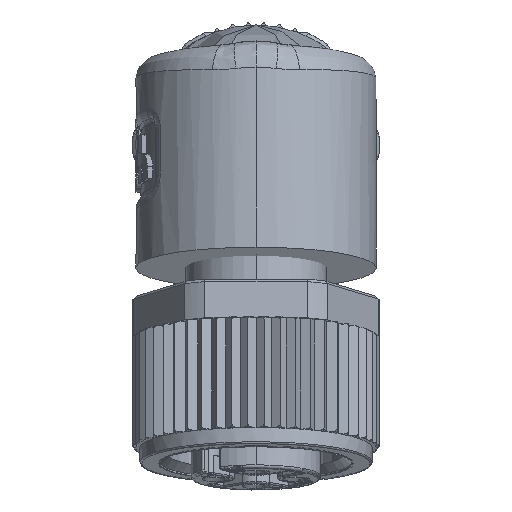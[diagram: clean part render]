
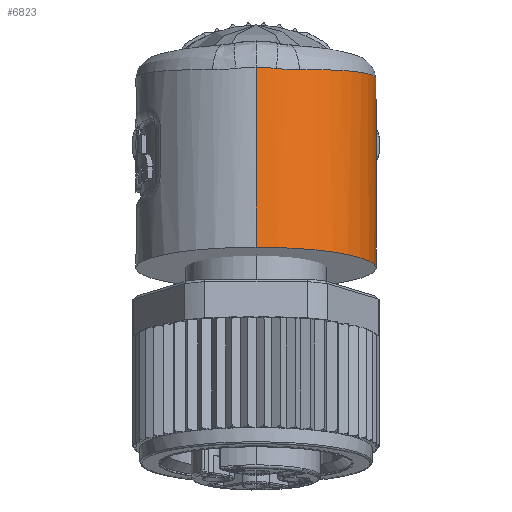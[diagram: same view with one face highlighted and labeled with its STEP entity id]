
A CAD part, front view. The second image highlights one B-rep face of the part: STEP entity #6823.
In plain terms, the highlighted cylindrical face has radius 7.5 mm (diameter 15 mm), a partial arc.
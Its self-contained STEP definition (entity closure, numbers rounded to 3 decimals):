
#6823=ADVANCED_FACE('',(#13688),#13689,.T.);
#13688=FACE_OUTER_BOUND('',#41805,.T.);
#13689=CYLINDRICAL_SURFACE('',#41806,7.5);
#41805=EDGE_LOOP('',(#63107,#63108,#63109,#63110,#63111,#63112,#63113,#63114,#63115,#63116,#63117));
#41806=AXIS2_PLACEMENT_3D('',#63118,#63119,#63120);
#63107=ORIENTED_EDGE('',*,*,#71283,.F.);
#63108=ORIENTED_EDGE('',*,*,#71287,.F.);
#63109=ORIENTED_EDGE('',*,*,#71424,.F.);
#63110=ORIENTED_EDGE('',*,*,#71425,.F.);
#63111=ORIENTED_EDGE('',*,*,#71426,.F.);
#63112=ORIENTED_EDGE('',*,*,#71289,.F.);
#63113=ORIENTED_EDGE('',*,*,#71279,.F.);
#63114=ORIENTED_EDGE('',*,*,#71427,.F.);
#63115=ORIENTED_EDGE('',*,*,#71334,.T.);
#63116=ORIENTED_EDGE('',*,*,#71428,.T.);
#63117=ORIENTED_EDGE('',*,*,#71276,.F.);
#63118=CARTESIAN_POINT('',(0.0,6.646,-7.682));
#63119=DIRECTION('',(0.0,-0.174,-0.985));
#63120=DIRECTION('',(0.0,-0.985,0.174));
#71276=EDGE_CURVE('',#82817,#82813,#82819,.T.);
#71279=EDGE_CURVE('',#82821,#82823,#82824,.T.);
#71283=EDGE_CURVE('',#82827,#82817,#82829,.T.);
#71287=EDGE_CURVE('',#82833,#82827,#82835,.T.);
#71289=EDGE_CURVE('',#82823,#82837,#82838,.T.);
#71334=EDGE_CURVE('',#82898,#82897,#82900,.T.);
#71424=EDGE_CURVE('',#83026,#82833,#83027,.T.);
#71425=EDGE_CURVE('',#83028,#83026,#83029,.T.);
#71426=EDGE_CURVE('',#82837,#83028,#83030,.T.);
#71427=EDGE_CURVE('',#82898,#82821,#83031,.T.);
#71428=EDGE_CURVE('',#82897,#82813,#83032,.T.);
#82813=VERTEX_POINT('',#108415);
#82817=VERTEX_POINT('',#108443);
#82819=B_SPLINE_CURVE_WITH_KNOTS('',3,(#108449,#108450,#108451,#108452,#108453,#108454,#108455,#108456,#108457,#108458,#108459,#108460,#108461,#108462,#108463,#108464,#108465,#108466,#108467,#108468,#108469,#108470),.UNSPECIFIED.,.F.,.F.,(4,1,1,1,1,1,1,1,1,1,1,1,1,1,1,1,1,1,1,4),(0.0,0.053,0.105,0.158,0.211,0.263,0.316,0.368,0.421,0.474,0.526,0.579,0.632,0.684,0.737,0.789,0.842,0.895,0.947,1.0),.UNSPECIFIED.);
#82821=VERTEX_POINT('',#108472);
#82823=VERTEX_POINT('',#108480);
#82824=B_SPLINE_CURVE_WITH_KNOTS('',3,(#108481,#108482,#108483,#108484,#108485,#108486,#108487,#108488),.UNSPECIFIED.,.F.,.F.,(4,1,1,1,1,4),(0.0,0.203,0.406,0.606,0.804,1.0),.UNSPECIFIED.);
#82827=VERTEX_POINT('',#108497);
#82829=B_SPLINE_CURVE_WITH_KNOTS('',3,(#108502,#108503,#108504,#108505,#108506,#108507),.UNSPECIFIED.,.F.,.F.,(4,1,1,4),(0.0,0.333,0.667,1.0),.UNSPECIFIED.);
#82833=VERTEX_POINT('',#108516);
#82835=B_SPLINE_CURVE_WITH_KNOTS('',3,(#108521,#108522,#108523,#108524,#108525,#108526),.UNSPECIFIED.,.F.,.F.,(4,1,1,4),(0.0,0.333,0.667,1.0),.UNSPECIFIED.);
#82837=VERTEX_POINT('',#108528);
#82838=B_SPLINE_CURVE_WITH_KNOTS('',3,(#108529,#108530,#108531,#108532,#108533,#108534),.UNSPECIFIED.,.F.,.F.,(4,1,1,4),(0.0,0.333,0.667,1.0),.UNSPECIFIED.);
#82897=VERTEX_POINT('',#108723);
#82898=VERTEX_POINT('',#108724);
#82900=CIRCLE('',#108726,7.5);
#83026=VERTEX_POINT('',#109437);
#83027=B_SPLINE_CURVE_WITH_KNOTS('',3,(#109438,#109439,#109440,#109441,#109442,#109443),.UNSPECIFIED.,.F.,.F.,(4,1,1,4),(0.0,0.333,0.667,1.0),.UNSPECIFIED.);
#83028=VERTEX_POINT('',#109444);
#83029=B_SPLINE_CURVE_WITH_KNOTS('',3,(#109445,#109446,#109447,#109448,#109449,#109450),.UNSPECIFIED.,.F.,.F.,(4,1,1,4),(0.0,0.333,0.667,1.0),.UNSPECIFIED.);
#83030=B_SPLINE_CURVE_WITH_KNOTS('',3,(#109451,#109452,#109453,#109454,#109455,#109456,#109457,#109458,#109459,#109460,#109461,#109462,#109463,#109464,#109465),.UNSPECIFIED.,.F.,.F.,(4,1,1,1,1,1,1,1,1,1,1,1,4),(0.0,0.083,0.167,0.25,0.333,0.417,0.5,0.583,0.667,0.75,0.833,0.917,1.0),.UNSPECIFIED.);
#83031=LINE('',#109466,#109467);
#83032=LINE('',#109468,#109469);
#108415=CARTESIAN_POINT('',(0.,14.348,-7.187));
#108443=CARTESIAN_POINT('',(6.536,11.568,-0.949));
#108449=CARTESIAN_POINT('',(6.536,11.568,-0.949));
#108450=CARTESIAN_POINT('',(6.52,11.574,-1.077));
#108451=CARTESIAN_POINT('',(6.481,11.598,-1.342));
#108452=CARTESIAN_POINT('',(6.394,11.67,-1.769));
#108453=CARTESIAN_POINT('',(6.273,11.784,-2.227));
#108454=CARTESIAN_POINT('',(6.109,11.942,-2.719));
#108455=CARTESIAN_POINT('',(5.893,12.145,-3.24));
#108456=CARTESIAN_POINT('',(5.622,12.382,-3.772));
#108457=CARTESIAN_POINT('',(5.296,12.642,-4.298));
#108458=CARTESIAN_POINT('',(4.928,12.904,-4.791));
#108459=CARTESIAN_POINT('',(4.528,13.155,-5.239));
#108460=CARTESIAN_POINT('',(4.105,13.387,-5.637));
#108461=CARTESIAN_POINT('',(3.667,13.595,-5.984));
#108462=CARTESIAN_POINT('',(3.219,13.777,-6.282));
#108463=CARTESIAN_POINT('',(2.764,13.934,-6.534));
#108464=CARTESIAN_POINT('',(2.305,14.064,-6.741));
#108465=CARTESIAN_POINT('',(1.844,14.169,-6.907));
#108466=CARTESIAN_POINT('',(1.381,14.25,-7.034));
#108467=CARTESIAN_POINT('',(0.918,14.307,-7.123));
#108468=CARTESIAN_POINT('',(0.457,14.341,-7.175));
#108469=CARTESIAN_POINT('',(0.152,14.348,-7.187));
#108470=CARTESIAN_POINT('',(0.,14.348,-7.187));
#108472=CARTESIAN_POINT('',(0.,1.239,4.847));
#108480=CARTESIAN_POINT('',(1.266,1.337,4.784));
#108481=CARTESIAN_POINT('',(0.,1.239,4.847));
#108482=CARTESIAN_POINT('',(0.086,1.239,4.847));
#108483=CARTESIAN_POINT('',(0.259,1.242,4.846));
#108484=CARTESIAN_POINT('',(0.516,1.254,4.839));
#108485=CARTESIAN_POINT('',(0.769,1.274,4.828));
#108486=CARTESIAN_POINT('',(1.019,1.302,4.81));
#108487=CARTESIAN_POINT('',(1.184,1.325,4.794));
#108488=CARTESIAN_POINT('',(1.266,1.337,4.784));
#108497=CARTESIAN_POINT('',(6.569,11.604,-0.401));
#108502=CARTESIAN_POINT('',(6.569,11.604,-0.401));
#108503=CARTESIAN_POINT('',(6.569,11.594,-0.458));
#108504=CARTESIAN_POINT('',(6.568,11.576,-0.576));
#108505=CARTESIAN_POINT('',(6.557,11.563,-0.758));
#108506=CARTESIAN_POINT('',(6.544,11.565,-0.885));
#108507=CARTESIAN_POINT('',(6.536,11.568,-0.949));
#108516=CARTESIAN_POINT('',(6.561,11.795,0.599));
#108521=CARTESIAN_POINT('',(6.561,11.795,0.599));
#108522=CARTESIAN_POINT('',(6.562,11.774,0.488));
#108523=CARTESIAN_POINT('',(6.564,11.732,0.266));
#108524=CARTESIAN_POINT('',(6.567,11.667,-0.067));
#108525=CARTESIAN_POINT('',(6.568,11.625,-0.29));
#108526=CARTESIAN_POINT('',(6.569,11.604,-0.401));
#108528=CARTESIAN_POINT('',(2.72,1.732,4.701));
#108529=CARTESIAN_POINT('',(1.266,1.337,4.784));
#108530=CARTESIAN_POINT('',(1.44,1.364,4.765));
#108531=CARTESIAN_POINT('',(1.781,1.43,4.731));
#108532=CARTESIAN_POINT('',(2.267,1.564,4.702));
#108533=CARTESIAN_POINT('',(2.572,1.673,4.699));
#108534=CARTESIAN_POINT('',(2.72,1.732,4.701));
#108723=CARTESIAN_POINT('',(0.,14.032,-8.984));
#108724=CARTESIAN_POINT('',(0.0,-0.741,-6.379));
#108726=AXIS2_PLACEMENT_3D('',#119495,#119496,#119497);
#109437=CARTESIAN_POINT('',(6.507,12.012,1.274));
#109438=CARTESIAN_POINT('',(6.507,12.012,1.274));
#109439=CARTESIAN_POINT('',(6.519,11.977,1.194));
#109440=CARTESIAN_POINT('',(6.539,11.913,1.038));
#109441=CARTESIAN_POINT('',(6.556,11.841,0.812));
#109442=CARTESIAN_POINT('',(6.561,11.808,0.669));
#109443=CARTESIAN_POINT('',(6.561,11.795,0.599));
#109444=CARTESIAN_POINT('',(5.818,13.425,3.511));
#109445=CARTESIAN_POINT('',(5.818,13.425,3.511));
#109446=CARTESIAN_POINT('',(5.945,13.22,3.248));
#109447=CARTESIAN_POINT('',(6.158,12.838,2.731));
#109448=CARTESIAN_POINT('',(6.378,12.363,1.986));
#109449=CARTESIAN_POINT('',(6.471,12.117,1.509));
#109450=CARTESIAN_POINT('',(6.507,12.012,1.274));
#109451=CARTESIAN_POINT('',(2.72,1.732,4.701));
#109452=CARTESIAN_POINT('',(3.086,1.877,4.707));
#109453=CARTESIAN_POINT('',(3.796,2.226,4.71));
#109454=CARTESIAN_POINT('',(4.763,2.904,4.689));
#109455=CARTESIAN_POINT('',(5.613,3.722,4.644));
#109456=CARTESIAN_POINT('',(6.321,4.651,4.577));
#109457=CARTESIAN_POINT('',(6.89,5.702,4.488));
#109458=CARTESIAN_POINT('',(7.282,6.819,4.381));
#109459=CARTESIAN_POINT('',(7.492,7.984,4.257));
#109460=CARTESIAN_POINT('',(7.52,9.138,4.124));
#109461=CARTESIAN_POINT('',(7.361,10.32,3.976));
#109462=CARTESIAN_POINT('',(7.019,11.445,3.823));
#109463=CARTESIAN_POINT('',(6.508,12.494,3.667));
#109464=CARTESIAN_POINT('',(6.063,13.128,3.563));
#109465=CARTESIAN_POINT('',(5.818,13.425,3.511));
#109466=CARTESIAN_POINT('',(0.0,-0.741,-6.379));
#109467=VECTOR('',#119517,11.4);
#109468=CARTESIAN_POINT('',(0.,14.032,-8.984));
#109469=VECTOR('',#119518,1.825);
#119495=CARTESIAN_POINT('',(0.0,6.646,-7.682));
#119496=DIRECTION('',(0.0,0.174,0.985));
#119497=DIRECTION('',(0.0,-0.985,0.174));
#119517=DIRECTION('',(0.,0.174,0.985));
#119518=DIRECTION('',(0.,0.174,0.985));
